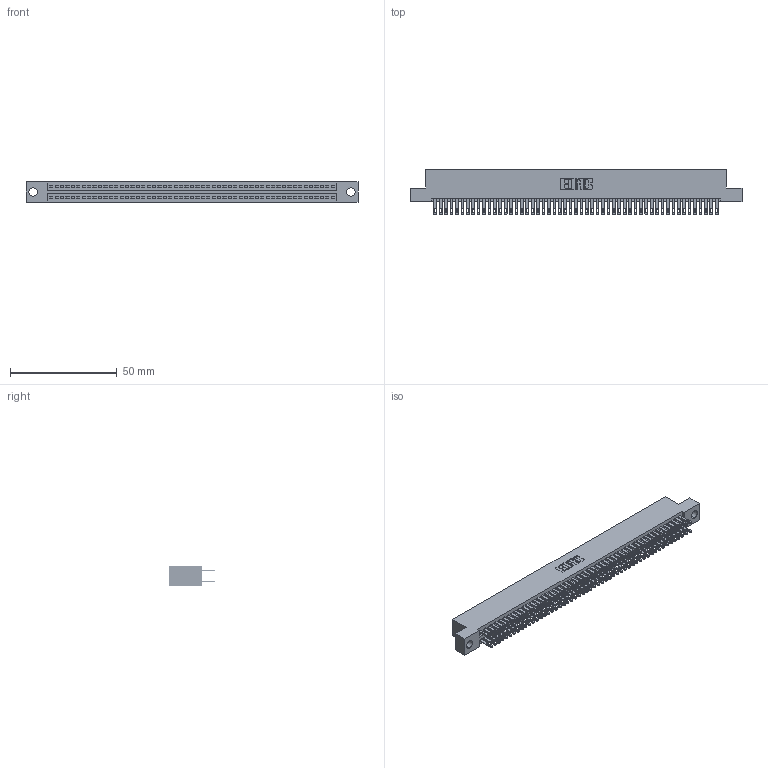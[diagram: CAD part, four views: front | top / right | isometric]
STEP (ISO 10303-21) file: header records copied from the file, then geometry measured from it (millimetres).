
FILE_DESCRIPTION (( 'STEP AP203' ), '1' );
FILE_NAME ('345-106-500-204.STEP', '2018-10-06T02:23:25', ( '' ), ( '' ), 'SwSTEP 2.0', 'SolidWorks 2016', '' );
FILE_SCHEMA (( 'CONFIG_CONTROL_DESIGN' ));
Length unit declared in the file: inch
Products named in the file (3): 345 Part_Flush Mounting Lugs - 0.156 Dia-TH; 345-292-001_345-293-100; 345-106-500-204
Assembly tree (107 placements, depth 2):
  345-106-500-204
    345 Part_Flush Mounting Lugs - 0.156 Dia-TH
    345-292-001_345-293-100  x106
Bounding box: 155.83 x 21.51 x 9.4 mm (x, y, z)
Volume: 15475.6 mm3; surface area: 23984.8 mm2
Topology: 107 solids, 107 shells, 5002 faces, 15287 edges, 10190 vertices
Faces by surface type: plane 2942, cylinder 2060
Entity records: 40037 total; most frequent: CARTESIAN_POINT 6700, ORIENTED_EDGE 6634, DIRECTION 5897, EDGE_CURVE 3317, LINE 2969, VECTOR 2969, VERTEX_POINT 2210, AXIS2_PLACEMENT_3D 1464
